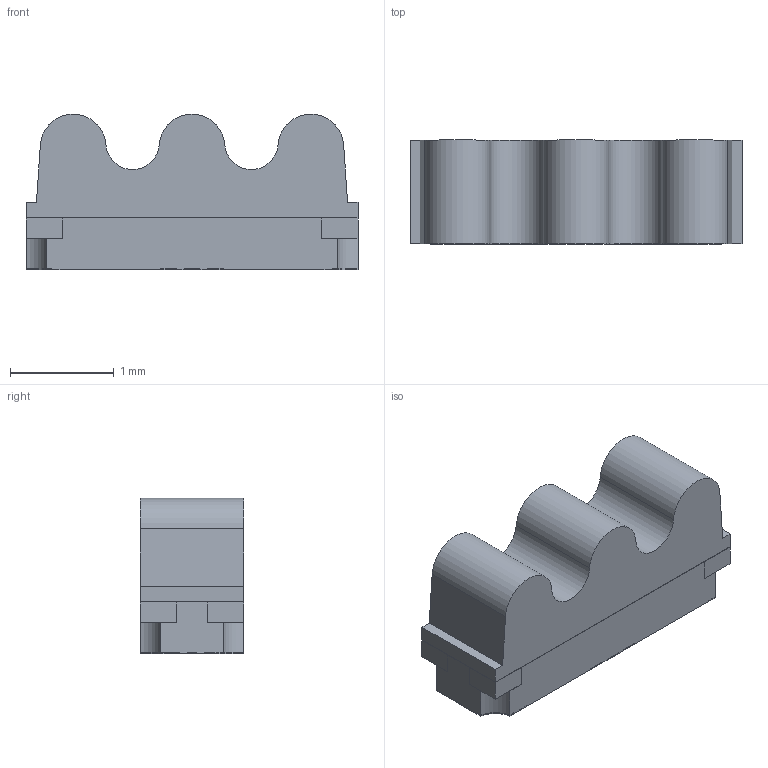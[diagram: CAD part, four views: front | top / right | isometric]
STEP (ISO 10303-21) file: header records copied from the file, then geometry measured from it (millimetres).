
FILE_DESCRIPTION(/* description */ ('Unknown'),/* implementation_level */ '2;1');
FILE_NAME(/* name */ '155124M172403',/* time_stamp */ '2021-07-27T15:16:57+02:00',/* author */ ('Unknown'),/* organization */ ('Unknown'),/* preprocessor_version */ 'ST-DEVELOPER v16.7',/* originating_system */ 'Solid Edge',/* authorisation */ 'Unknown');
FILE_SCHEMA (('AUTOMOTIVE_DESIGN {1 0 10303 214 3 1 1}'));
Length unit declared in the file: millimetre
Products named in the file (4): 155124M172403; Body; Pins; Resin
Assembly tree (3 placements, depth 2):
  155124M172403
    Body
    Pins
    Resin
Bounding box: 3.2 x 1 x 1.5 mm (x, y, z)
Volume: 4 mm3; surface area: 31 mm2
Topology: 12 solids, 12 shells, 306 faces, 818 edges, 540 vertices
Faces by surface type: plane 256, cylinder 43, bspline 7
Full cylindrical faces by diameter (mm): 0.025 x6
Entity records: 11222 total; most frequent: CARTESIAN_POINT 2065, ORIENTED_EDGE 1612, DIRECTION 1501, EDGE_CURVE 806, LINE 689, VECTOR 689, VERTEX_POINT 539, AXIS2_PLACEMENT_3D 406
